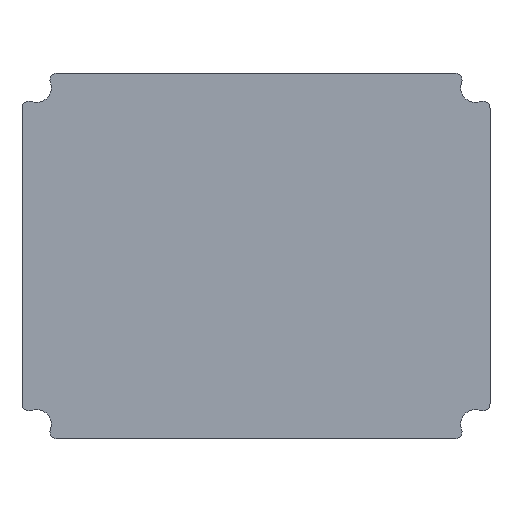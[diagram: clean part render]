
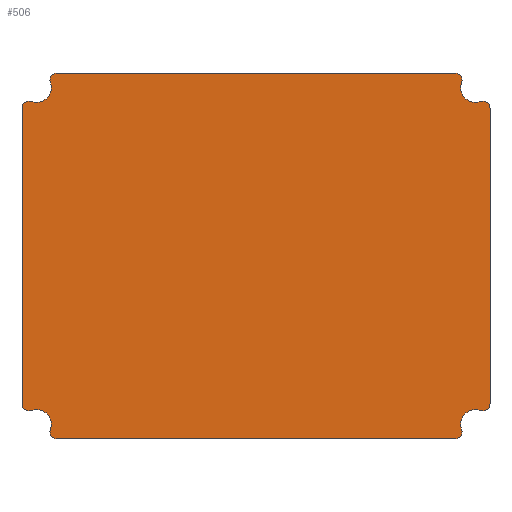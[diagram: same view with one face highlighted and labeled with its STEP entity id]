
A CAD part, front view. The second image highlights one B-rep face of the part: STEP entity #506.
In plain terms, the highlighted planar face has unit normal (0, -1, 0).
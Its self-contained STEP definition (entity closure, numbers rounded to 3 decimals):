
#20=PLANE('',#566);
#37=CIRCLE('',#538,0.05);
#38=CIRCLE('',#541,0.05);
#39=CIRCLE('',#543,0.1);
#40=CIRCLE('',#545,0.05);
#41=CIRCLE('',#548,0.05);
#42=CIRCLE('',#550,0.1);
#43=CIRCLE('',#553,0.05);
#44=CIRCLE('',#555,0.05);
#45=CIRCLE('',#557,0.1);
#46=CIRCLE('',#559,0.05);
#47=CIRCLE('',#561,0.1);
#48=CIRCLE('',#563,0.05);
#86=FACE_OUTER_BOUND('',#120,.T.);
#120=EDGE_LOOP('',(#441,#442,#443,#444,#445,#446,#447,#448,#449,#450,#451,
#452,#453,#454,#455,#456));
#132=LINE('',#1395,#160);
#137=LINE('',#1411,#165);
#147=LINE('',#1448,#175);
#148=LINE('',#1450,#176);
#160=VECTOR('',#618,10.);
#165=VECTOR('',#637,10.);
#175=VECTOR('',#683,10.);
#176=VECTOR('',#686,10.);
#225=VERTEX_POINT('',#1387);
#226=VERTEX_POINT('',#1389);
#227=VERTEX_POINT('',#1393);
#228=VERTEX_POINT('',#1397);
#229=VERTEX_POINT('',#1401);
#230=VERTEX_POINT('',#1405);
#231=VERTEX_POINT('',#1409);
#232=VERTEX_POINT('',#1413);
#233=VERTEX_POINT('',#1417);
#234=VERTEX_POINT('',#1422);
#235=VERTEX_POINT('',#1426);
#236=VERTEX_POINT('',#1428);
#237=VERTEX_POINT('',#1432);
#238=VERTEX_POINT('',#1436);
#239=VERTEX_POINT('',#1440);
#240=VERTEX_POINT('',#1444);
#282=EDGE_CURVE('',#225,#226,#37,.T.);
#285=EDGE_CURVE('',#227,#225,#132,.T.);
#287=EDGE_CURVE('',#228,#227,#38,.T.);
#289=EDGE_CURVE('',#228,#229,#39,.T.);
#291=EDGE_CURVE('',#230,#229,#40,.T.);
#293=EDGE_CURVE('',#231,#230,#137,.T.);
#295=EDGE_CURVE('',#232,#231,#41,.T.);
#297=EDGE_CURVE('',#232,#233,#42,.T.);
#299=EDGE_CURVE('',#234,#233,#43,.T.);
#301=EDGE_CURVE('',#235,#236,#44,.T.);
#303=EDGE_CURVE('',#237,#236,#45,.T.);
#305=EDGE_CURVE('',#237,#238,#46,.T.);
#307=EDGE_CURVE('',#239,#226,#47,.T.);
#309=EDGE_CURVE('',#239,#240,#48,.T.);
#311=EDGE_CURVE('',#238,#234,#147,.T.);
#312=EDGE_CURVE('',#240,#235,#148,.T.);
#441=ORIENTED_EDGE('',*,*,#299,.F.);
#442=ORIENTED_EDGE('',*,*,#311,.F.);
#443=ORIENTED_EDGE('',*,*,#305,.F.);
#444=ORIENTED_EDGE('',*,*,#303,.T.);
#445=ORIENTED_EDGE('',*,*,#301,.F.);
#446=ORIENTED_EDGE('',*,*,#312,.F.);
#447=ORIENTED_EDGE('',*,*,#309,.F.);
#448=ORIENTED_EDGE('',*,*,#307,.T.);
#449=ORIENTED_EDGE('',*,*,#282,.F.);
#450=ORIENTED_EDGE('',*,*,#285,.F.);
#451=ORIENTED_EDGE('',*,*,#287,.F.);
#452=ORIENTED_EDGE('',*,*,#289,.T.);
#453=ORIENTED_EDGE('',*,*,#291,.F.);
#454=ORIENTED_EDGE('',*,*,#293,.F.);
#455=ORIENTED_EDGE('',*,*,#295,.F.);
#456=ORIENTED_EDGE('',*,*,#297,.T.);
#506=ADVANCED_FACE('',(#86),#20,.F.);
#538=AXIS2_PLACEMENT_3D('',#1390,#612,#613);
#541=AXIS2_PLACEMENT_3D('',#1399,#622,#623);
#543=AXIS2_PLACEMENT_3D('',#1403,#627,#628);
#545=AXIS2_PLACEMENT_3D('',#1407,#632,#633);
#548=AXIS2_PLACEMENT_3D('',#1415,#641,#642);
#550=AXIS2_PLACEMENT_3D('',#1419,#646,#647);
#553=AXIS2_PLACEMENT_3D('',#1424,#653,#654);
#555=AXIS2_PLACEMENT_3D('',#1429,#658,#659);
#557=AXIS2_PLACEMENT_3D('',#1433,#663,#664);
#559=AXIS2_PLACEMENT_3D('',#1437,#668,#669);
#561=AXIS2_PLACEMENT_3D('',#1441,#673,#674);
#563=AXIS2_PLACEMENT_3D('',#1445,#678,#679);
#566=AXIS2_PLACEMENT_3D('',#1451,#687,#688);
#612=DIRECTION('center_axis',(0.,1.,0.));
#613=DIRECTION('ref_axis',(0.816,0.,0.577));
#618=DIRECTION('',(1.,0.,0.));
#622=DIRECTION('center_axis',(0.,1.,0.));
#623=DIRECTION('ref_axis',(-0.816,0.,0.577));
#627=DIRECTION('center_axis',(0.,1.,0.));
#628=DIRECTION('ref_axis',(1.,0.,0.));
#632=DIRECTION('center_axis',(0.,1.,0.));
#633=DIRECTION('ref_axis',(-0.577,0.,0.816));
#637=DIRECTION('',(0.,0.,1.));
#641=DIRECTION('center_axis',(0.,1.,0.));
#642=DIRECTION('ref_axis',(-0.577,0.,-0.816));
#646=DIRECTION('center_axis',(0.,1.,0.));
#647=DIRECTION('ref_axis',(1.,0.,0.));
#653=DIRECTION('center_axis',(0.,1.,0.));
#654=DIRECTION('ref_axis',(-0.816,0.,-0.577));
#658=DIRECTION('center_axis',(0.,1.,0.));
#659=DIRECTION('ref_axis',(0.577,0.,-0.816));
#663=DIRECTION('center_axis',(0.,1.,0.));
#664=DIRECTION('ref_axis',(1.,0.,0.));
#668=DIRECTION('center_axis',(0.,1.,0.));
#669=DIRECTION('ref_axis',(0.816,0.,-0.577));
#673=DIRECTION('center_axis',(0.,1.,0.));
#674=DIRECTION('ref_axis',(1.,0.,0.));
#678=DIRECTION('center_axis',(0.,1.,0.));
#679=DIRECTION('ref_axis',(0.577,0.,0.816));
#683=DIRECTION('',(-1.,0.,0.));
#686=DIRECTION('',(0.,0.,-1.));
#687=DIRECTION('center_axis',(0.,1.,0.));
#688=DIRECTION('ref_axis',(1.,0.,0.));
#1387=CARTESIAN_POINT('',(2.959,0.,0.));
#1389=CARTESIAN_POINT('',(3.006,0.,-0.067));
#1390=CARTESIAN_POINT('Origin',(2.959,0.,-0.05));
#1393=CARTESIAN_POINT('',(0.241,0.,0.));
#1395=CARTESIAN_POINT('',(0.,0.,0.));
#1397=CARTESIAN_POINT('',(0.194,0.,-0.067));
#1399=CARTESIAN_POINT('Origin',(0.241,0.,-0.05));
#1401=CARTESIAN_POINT('',(0.067,0.,-0.194));
#1403=CARTESIAN_POINT('Origin',(0.1,0.,-0.1));
#1405=CARTESIAN_POINT('',(0.,0.,-0.241));
#1407=CARTESIAN_POINT('Origin',(0.05,0.,-0.241));
#1409=CARTESIAN_POINT('',(0.,0.,-2.259));
#1411=CARTESIAN_POINT('',(0.,0.,-2.5));
#1413=CARTESIAN_POINT('',(0.067,0.,-2.306));
#1415=CARTESIAN_POINT('Origin',(0.05,0.,-2.259));
#1417=CARTESIAN_POINT('',(0.194,0.,-2.433));
#1419=CARTESIAN_POINT('Origin',(0.1,0.,-2.4));
#1422=CARTESIAN_POINT('',(0.241,0.,-2.5));
#1424=CARTESIAN_POINT('Origin',(0.241,0.,-2.45));
#1426=CARTESIAN_POINT('',(3.2,0.,-2.259));
#1428=CARTESIAN_POINT('',(3.133,0.,-2.306));
#1429=CARTESIAN_POINT('Origin',(3.15,0.,-2.259));
#1432=CARTESIAN_POINT('',(3.006,0.,-2.433));
#1433=CARTESIAN_POINT('Origin',(3.1,0.,-2.4));
#1436=CARTESIAN_POINT('',(2.959,0.,-2.5));
#1437=CARTESIAN_POINT('Origin',(2.959,0.,-2.45));
#1440=CARTESIAN_POINT('',(3.133,0.,-0.194));
#1441=CARTESIAN_POINT('Origin',(3.1,0.,-0.1));
#1444=CARTESIAN_POINT('',(3.2,0.,-0.241));
#1445=CARTESIAN_POINT('Origin',(3.15,0.,-0.241));
#1448=CARTESIAN_POINT('',(3.2,0.,-2.5));
#1450=CARTESIAN_POINT('',(3.2,0.,0.));
#1451=CARTESIAN_POINT('Origin',(1.6,0.,-1.25));
